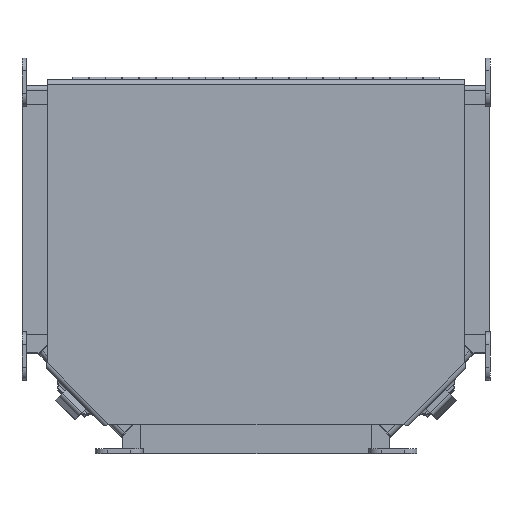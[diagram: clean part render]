
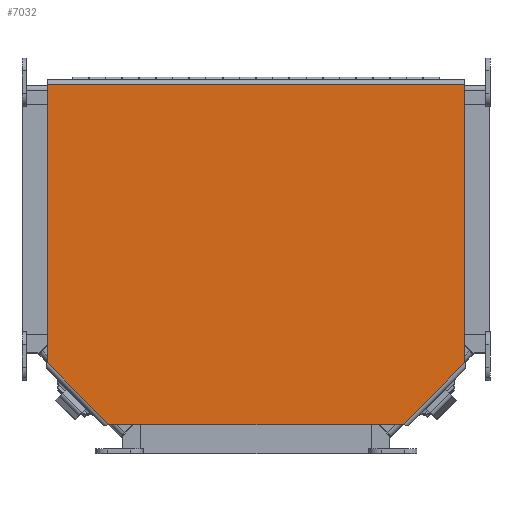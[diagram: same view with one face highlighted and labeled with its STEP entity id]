
A CAD part, top view. The second image highlights one B-rep face of the part: STEP entity #7032.
In plain terms, the highlighted planar face has unit normal (0, 0, 1).
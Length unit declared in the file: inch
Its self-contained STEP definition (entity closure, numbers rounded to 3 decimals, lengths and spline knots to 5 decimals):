
#370=PLANE('',#7445);
#649=FACE_OUTER_BOUND('',#1033,.T.);
#1033=EDGE_LOOP('',(#5137,#5138,#5139,#5140,#5141,#5142));
#1844=LINE('',#10558,#2554);
#1850=LINE('',#10640,#2560);
#1856=LINE('',#10714,#2566);
#1859=LINE('',#10719,#2569);
#1860=LINE('',#10721,#2570);
#1861=LINE('',#10722,#2571);
#2554=VECTOR('',#8375,2.61529);
#2560=VECTOR('',#8385,2.61529);
#2566=VECTOR('',#8395,8.32671);
#2569=VECTOR('',#8400,8.80142);
#2570=VECTOR('',#8401,8.32671);
#2571=VECTOR('',#8402,12.5);
#3206=VERTEX_POINT('',#10549);
#3207=VERTEX_POINT('',#10557);
#3212=VERTEX_POINT('',#10631);
#3213=VERTEX_POINT('',#10639);
#3218=VERTEX_POINT('',#10713);
#3220=VERTEX_POINT('',#10720);
#3937=EDGE_CURVE('',#3207,#3206,#1844,.T.);
#3947=EDGE_CURVE('',#3213,#3212,#1850,.T.);
#3956=EDGE_CURVE('',#3207,#3218,#1856,.T.);
#3959=EDGE_CURVE('',#3213,#3206,#1859,.T.);
#3960=EDGE_CURVE('',#3220,#3212,#1860,.T.);
#3961=EDGE_CURVE('',#3220,#3218,#1861,.T.);
#5137=ORIENTED_EDGE('',*,*,#3937,.T.);
#5138=ORIENTED_EDGE('',*,*,#3959,.F.);
#5139=ORIENTED_EDGE('',*,*,#3947,.T.);
#5140=ORIENTED_EDGE('',*,*,#3960,.F.);
#5141=ORIENTED_EDGE('',*,*,#3961,.T.);
#5142=ORIENTED_EDGE('',*,*,#3956,.F.);
#7032=ADVANCED_FACE('',(#649),#370,.T.);
#7445=AXIS2_PLACEMENT_3D('',#10718,#8398,#8399);
#8375=DIRECTION('',(0.707,-0.707,0.));
#8385=DIRECTION('',(0.707,0.707,0.));
#8395=DIRECTION('',(0.,1.,0.));
#8398=DIRECTION('center_axis',(0.,0.,1.));
#8399=DIRECTION('ref_axis',(1.,0.,0.));
#8400=DIRECTION('',(-1.,0.,0.));
#8401=DIRECTION('',(0.,-1.,0.));
#8402=DIRECTION('',(-1.,0.,0.));
#10549=CARTESIAN_POINT('',(-4.40071,-5.15625,0.074));
#10557=CARTESIAN_POINT('',(-6.25,-3.30696,0.074));
#10558=CARTESIAN_POINT('',(-5.578,-3.97896,0.074));
#10631=CARTESIAN_POINT('',(6.25,-3.30696,0.074));
#10639=CARTESIAN_POINT('',(4.40071,-5.15625,0.074));
#10640=CARTESIAN_POINT('',(4.65336,-4.9036,0.074));
#10713=CARTESIAN_POINT('',(-6.25,5.01975,0.074));
#10714=CARTESIAN_POINT('',(-6.25,5.15625,0.074));
#10718=CARTESIAN_POINT('Origin',(0.,0.25504,
0.074));
#10719=CARTESIAN_POINT('',(-6.25,-5.15625,0.074));
#10720=CARTESIAN_POINT('',(6.25,5.01975,0.074));
#10721=CARTESIAN_POINT('',(6.25,-5.15625,0.074));
#10722=CARTESIAN_POINT('',(3.125,5.01975,0.074));
